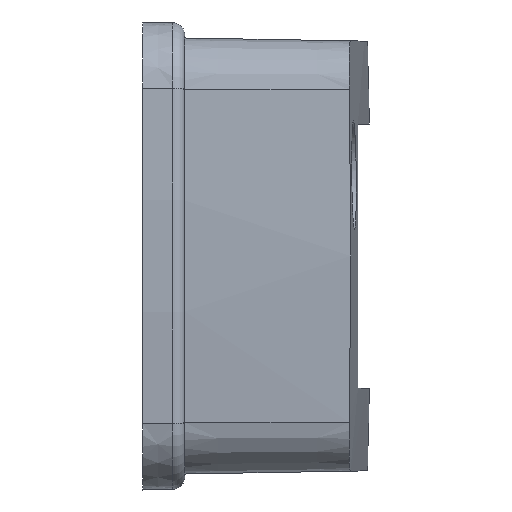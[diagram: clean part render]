
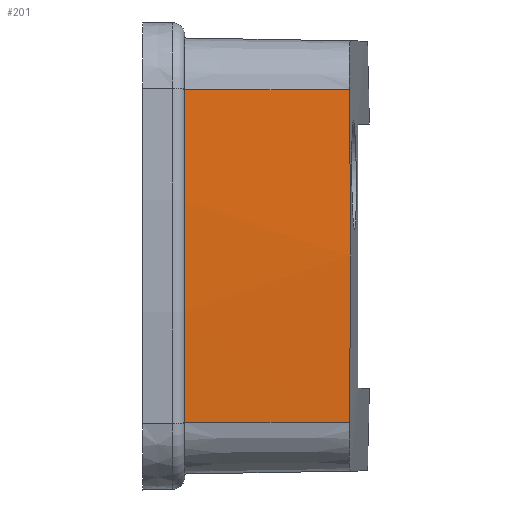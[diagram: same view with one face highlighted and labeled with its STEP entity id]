
A CAD part, front view. The second image highlights one B-rep face of the part: STEP entity #201.
In plain terms, the highlighted conical face has half-angle 1 degrees and reference radius 178.668 mm.
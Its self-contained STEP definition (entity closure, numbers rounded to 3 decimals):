
#114=CONICAL_SURFACE('',#1087,178.668,1.);
#131=B_SPLINE_CURVE_WITH_KNOTS('',3,(#1555,#1556,#1557,#1558),
 .UNSPECIFIED.,.F.,.F.,(4,4),(0.,1.),.UNSPECIFIED.);
#150=FACE_OUTER_BOUND('',#368,.T.);
#201=ADVANCED_FACE('',(#150),#114,.T.);
#285=CIRCLE('',#1086,178.668);
#368=EDGE_LOOP('',(#495,#496,#497,#498));
#495=ORIENTED_EDGE('',*,*,#811,.F.);
#496=ORIENTED_EDGE('',*,*,#829,.T.);
#497=ORIENTED_EDGE('',*,*,#830,.T.);
#498=ORIENTED_EDGE('',*,*,#831,.F.);
#718=VERTEX_POINT('',#1554);
#719=VERTEX_POINT('',#1559);
#733=VERTEX_POINT('',#1647);
#734=VERTEX_POINT('',#1649);
#811=EDGE_CURVE('',#718,#719,#131,.T.);
#829=EDGE_CURVE('',#718,#733,#935,.T.);
#830=EDGE_CURVE('',#733,#734,#285,.T.);
#831=EDGE_CURVE('',#719,#734,#936,.T.);
#935=LINE('',#1646,#1015);
#936=LINE('',#1650,#1016);
#1015=VECTOR('',#1243,1.);
#1016=VECTOR('',#1246,1.);
#1086=AXIS2_PLACEMENT_3D('',#1648,#1244,#1245);
#1087=AXIS2_PLACEMENT_3D('',#1651,#1247,#1248);
#1243=DIRECTION('',(-1.,-0.017,0.001));
#1244=DIRECTION('',(1.,0.,0.));
#1245=DIRECTION('',(0.,1.,0.));
#1246=DIRECTION('',(-1.,-0.017,-0.001));
#1247=DIRECTION('',(-1.,0.,0.));
#1248=DIRECTION('',(0.,1.,0.));
#1554=CARTESIAN_POINT('',(17.224,-71.45,13.844));
#1555=CARTESIAN_POINT('',(17.224,-71.45,13.844));
#1556=CARTESIAN_POINT('',(17.39,-72.164,4.629));
#1557=CARTESIAN_POINT('',(17.39,-72.164,-4.629));
#1558=CARTESIAN_POINT('',(17.224,-71.45,-13.844));
#1559=CARTESIAN_POINT('',(17.224,-71.45,-13.844));
#1646=CARTESIAN_POINT('',(3.5,-71.689,13.862));
#1647=CARTESIAN_POINT('',(3.5,-71.689,13.862));
#1648=CARTESIAN_POINT('',(3.5,106.441,0.));
#1649=CARTESIAN_POINT('',(3.5,-71.689,-13.862));
#1650=CARTESIAN_POINT('',(3.5,-71.689,-13.862));
#1651=CARTESIAN_POINT('',(3.5,106.441,0.));
